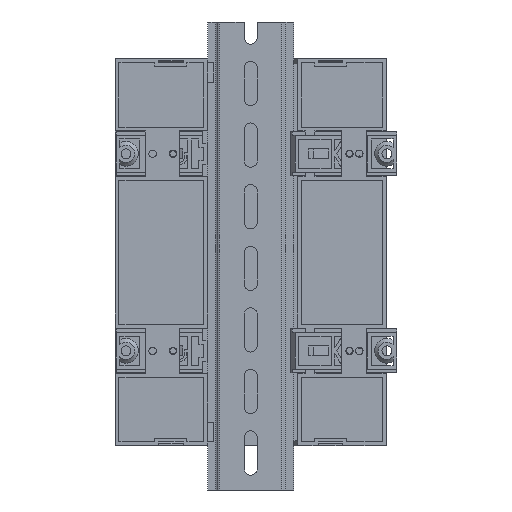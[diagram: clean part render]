
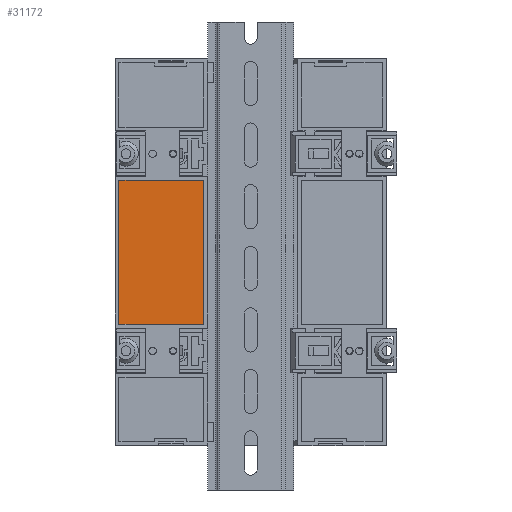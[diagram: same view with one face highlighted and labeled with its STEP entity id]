
A CAD part, front view. The second image highlights one B-rep face of the part: STEP entity #31172.
In plain terms, the highlighted face is planar.
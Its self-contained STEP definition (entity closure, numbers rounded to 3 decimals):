
#1994 = DIRECTION ( 'NONE',  ( 1., 0., 0. ) ) ;
#3112 = VERTEX_POINT ( 'NONE', #30285 ) ;
#7817 = CARTESIAN_POINT ( 'NONE',  ( 29.25, 1.5, -53.5 ) ) ;
#8184 = DIRECTION ( 'NONE',  ( 0., 0., 1. ) ) ;
#12222 = LINE ( 'NONE', #39415, #55517 ) ;
#12850 = DIRECTION ( 'NONE',  ( -1., 0., 0. ) ) ;
#14257 = DIRECTION ( 'NONE',  ( 0., 0., -1. ) ) ;
#15441 = ORIENTED_EDGE ( 'NONE', *, *, #45799, .T. ) ;
#16117 = CARTESIAN_POINT ( 'NONE',  ( -29.25, 1.5, -19. ) ) ;
#16964 = FACE_OUTER_BOUND ( 'NONE', #17588, .T. ) ;
#17588 = EDGE_LOOP ( 'NONE', ( #42261, #32258, #21334, #15441 ) ) ;
#19034 = VECTOR ( 'NONE', #14257, 1000. ) ;
#19995 = VERTEX_POINT ( 'NONE', #16117 ) ;
#21334 = ORIENTED_EDGE ( 'NONE', *, *, #66492, .T. ) ;
#22944 = CARTESIAN_POINT ( 'NONE',  ( 29.25, 1.5, -19. ) ) ;
#23642 = EDGE_CURVE ( 'NONE', #30966, #3112, #27138, .T. ) ;
#27138 = LINE ( 'NONE', #44859, #19034 ) ;
#30285 = CARTESIAN_POINT ( 'NONE',  ( 29.25, 1.5, -53.5 ) ) ;
#30966 = VERTEX_POINT ( 'NONE', #58179 ) ;
#31172 = ADVANCED_FACE ( 'NONE', ( #16964 ), #36772, .F. ) ;
#31738 = DIRECTION ( 'NONE',  ( 0., -1., 0. ) ) ;
#32258 = ORIENTED_EDGE ( 'NONE', *, *, #23642, .T. ) ;
#36772 = PLANE ( 'NONE',  #64126 ) ;
#37440 = CARTESIAN_POINT ( 'NONE',  ( -29.25, 1.5, -19. ) ) ;
#39415 = CARTESIAN_POINT ( 'NONE',  ( -29.25, 1.5, -19. ) ) ;
#42261 = ORIENTED_EDGE ( 'NONE', *, *, #63127, .T. ) ;
#42928 = VECTOR ( 'NONE', #1994, 1000. ) ;
#44859 = CARTESIAN_POINT ( 'NONE',  ( 29.25, 1.5, -19. ) ) ;
#45799 = EDGE_CURVE ( 'NONE', #53234, #19995, #12222, .T. ) ;
#51403 = LINE ( 'NONE', #7817, #56324 ) ;
#53234 = VERTEX_POINT ( 'NONE', #63635 ) ;
#55517 = VECTOR ( 'NONE', #8184, 1000. ) ;
#56324 = VECTOR ( 'NONE', #12850, 1000. ) ;
#56830 = LINE ( 'NONE', #22944, #42928 ) ;
#58179 = CARTESIAN_POINT ( 'NONE',  ( 29.25, 1.5, -19. ) ) ;
#58232 = DIRECTION ( 'NONE',  ( 0., 0., -1. ) ) ;
#63127 = EDGE_CURVE ( 'NONE', #19995, #30966, #56830, .T. ) ;
#63635 = CARTESIAN_POINT ( 'NONE',  ( -29.25, 1.5, -53.5 ) ) ;
#64126 = AXIS2_PLACEMENT_3D ( 'NONE', #37440, #31738, #58232 ) ;
#66492 = EDGE_CURVE ( 'NONE', #3112, #53234, #51403, .T. ) ;
